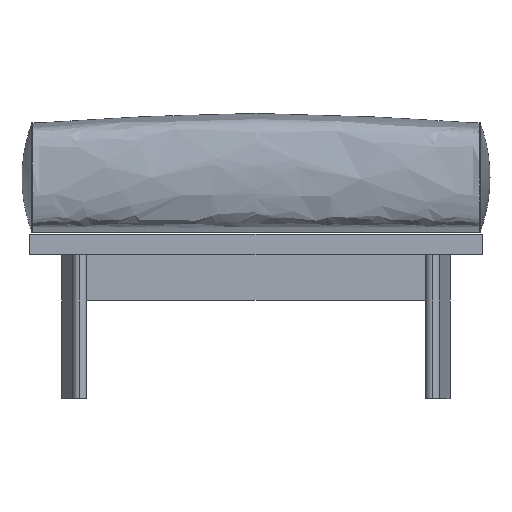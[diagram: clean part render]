
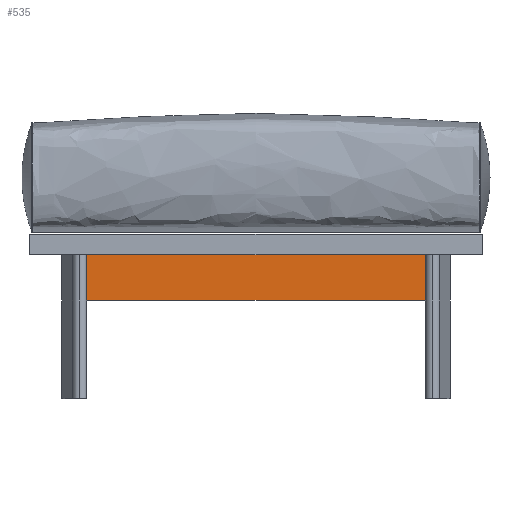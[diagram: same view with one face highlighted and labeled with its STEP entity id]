
A CAD part, front view. The second image highlights one B-rep face of the part: STEP entity #535.
In plain terms, the highlighted planar face has unit normal (0, -1, 0).
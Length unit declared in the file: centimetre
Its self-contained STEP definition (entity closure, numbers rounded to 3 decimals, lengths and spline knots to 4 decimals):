
#117=PLANE('',#2179);
#535=ADVANCED_FACE('',(#664),#117,.T.);
#664=FACE_OUTER_BOUND('',#793,.T.);
#793=EDGE_LOOP('',(#1256,#1257,#1258,#1259));
#1256=ORIENTED_EDGE('',*,*,#1564,.F.);
#1257=ORIENTED_EDGE('',*,*,#1567,.T.);
#1258=ORIENTED_EDGE('',*,*,#1560,.T.);
#1259=ORIENTED_EDGE('',*,*,#1568,.F.);
#1560=EDGE_CURVE('',#2000,#2002,#1807,.T.);
#1564=EDGE_CURVE('',#2004,#2006,#1811,.T.);
#1567=EDGE_CURVE('',#2004,#2000,#1814,.T.);
#1568=EDGE_CURVE('',#2006,#2002,#1815,.T.);
#1807=B_SPLINE_CURVE_WITH_KNOTS('',1,(#18788,#18789),.UNSPECIFIED.,.F.,
 .F.,(2,2),(32.,117.),.UNSPECIFIED.);
#1811=B_SPLINE_CURVE_WITH_KNOTS('',1,(#18796,#18797),.UNSPECIFIED.,.F.,
 .F.,(2,2),(32.,117.),.UNSPECIFIED.);
#1814=B_SPLINE_CURVE_WITH_KNOTS('',1,(#18802,#18803),.UNSPECIFIED.,.F.,
 .F.,(2,2),(0.,523.9),.UNSPECIFIED.);
#1815=B_SPLINE_CURVE_WITH_KNOTS('',1,(#18804,#18805),.UNSPECIFIED.,.F.,
 .F.,(2,2),(0.,523.9),.UNSPECIFIED.);
#2000=VERTEX_POINT('',#18778);
#2002=VERTEX_POINT('',#18780);
#2004=VERTEX_POINT('',#18782);
#2006=VERTEX_POINT('',#18784);
#2179=AXIS2_PLACEMENT_3D('',#18775,#2308,$);
#2308=DIRECTION('',(0.,-1.,0.));
#18775=CARTESIAN_POINT('',(26.495,10.5,0.));
#18778=CARTESIAN_POINT('',(-26.495,10.5,0.));
#18780=CARTESIAN_POINT('',(-26.495,10.5,-7.));
#18782=CARTESIAN_POINT('',(26.495,10.5,0.));
#18784=CARTESIAN_POINT('',(26.495,10.5,-7.));
#18788=CARTESIAN_POINT('',(-26.495,10.5,0.));
#18789=CARTESIAN_POINT('',(-26.495,10.5,-7.));
#18796=CARTESIAN_POINT('',(26.495,10.5,0.));
#18797=CARTESIAN_POINT('',(26.495,10.5,-7.));
#18802=CARTESIAN_POINT('',(26.495,10.5,0.));
#18803=CARTESIAN_POINT('',(-26.495,10.5,0.));
#18804=CARTESIAN_POINT('',(26.495,10.5,-7.));
#18805=CARTESIAN_POINT('',(-26.495,10.5,-7.));
